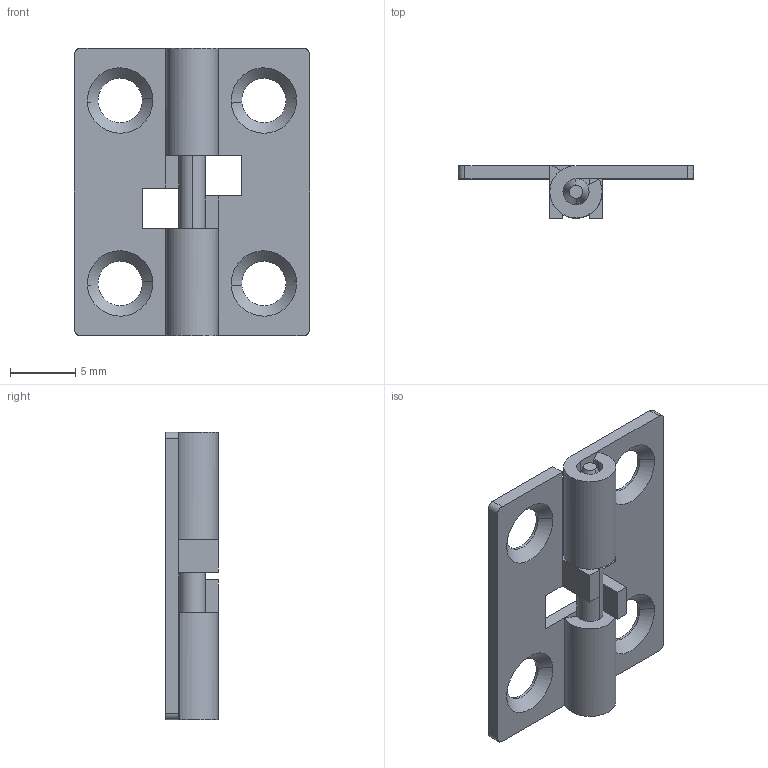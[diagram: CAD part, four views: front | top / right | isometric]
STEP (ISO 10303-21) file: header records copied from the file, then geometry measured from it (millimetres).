
FILE_DESCRIPTION((''),'2;1');
FILE_NAME('','2013-02-25T11:28:33',(''),(''),'','CADfix','');
FILE_SCHEMA(('AUTOMOTIVE_DESIGN { 1 0 10303 214 1 1 1 1 }'));
Length unit declared in the file: millimetre
Bounding box: 18 x 4 x 22 mm (x, y, z)
Volume: 491.5 mm3; surface area: 1223.5 mm2
Topology: 3 solids, 3 shells, 60 faces, 182 edges, 128 vertices
Faces by surface type: bspline 60
Entity records: 2342 total; most frequent: CARTESIAN_POINT 1288, ORIENTED_EDGE 364, EDGE_CURVE 182, VERTEX_POINT 128, QUASI_UNIFORM_CURVE 98, EDGE_LOOP 68, FACE_OUTER_BOUND 60, ADVANCED_FACE 60
